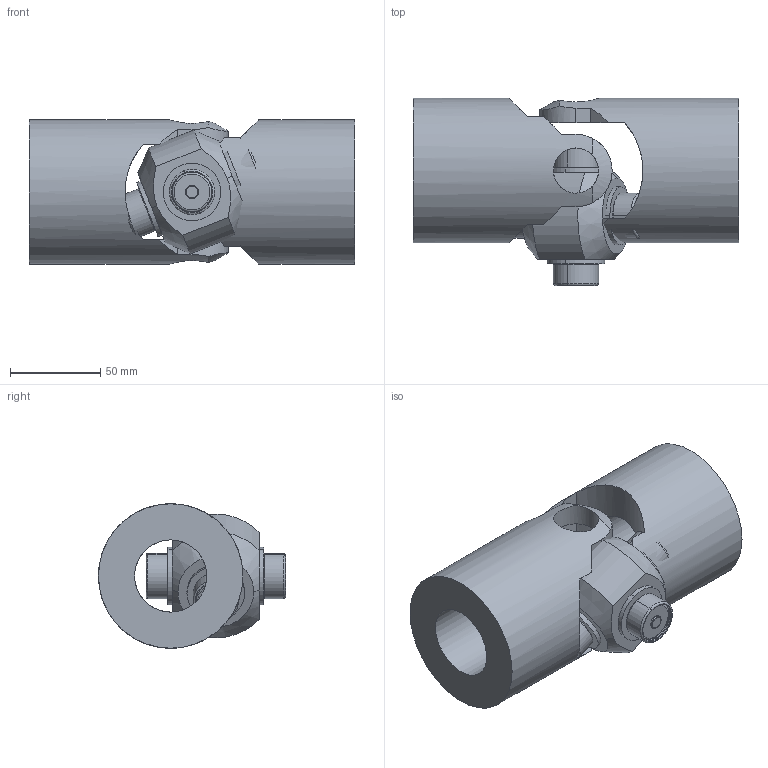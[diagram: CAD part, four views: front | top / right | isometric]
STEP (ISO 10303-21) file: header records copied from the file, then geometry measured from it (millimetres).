
FILE_DESCRIPTION(/* description */ ('Alibre Inc.'),/* implementation_level */ '2;1');
FILE_NAME(/* name */ 'export0',/* time_stamp */ '2012-08-13T16:21:53+02:00',/* author */ (''),/* organization */ (''),/* preprocessor_version */ 'ST-DEVELOPER v12',/* originating_system */ 'Alibre',/* authorisation */ '');
FILE_SCHEMA (('CONFIG_CONTROL_DESIGN'));
Length unit declared in the file: centimetre
Products named in the file (4): ID_1
Bounding box: 180 x 103.6 x 80 mm (x, y, z)
Volume: 612913.4 mm3; surface area: 113877.2 mm2
Topology: 11 solids, 11 shells, 234 faces, 539 edges, 344 vertices
Faces by surface type: cylinder 98, plane 66, torus 40, cone 30
Full cylindrical faces by diameter (mm): 25 x4, 40 x2, 80 x2
Entity records: 7461 total; most frequent: CARTESIAN_POINT 1806, DIRECTION 1118, ORIENTED_EDGE 1050, AXIS2_PLACEMENT_3D 530, EDGE_CURVE 525, VERTEX_POINT 338, CIRCLE 295, EDGE_LOOP 287
